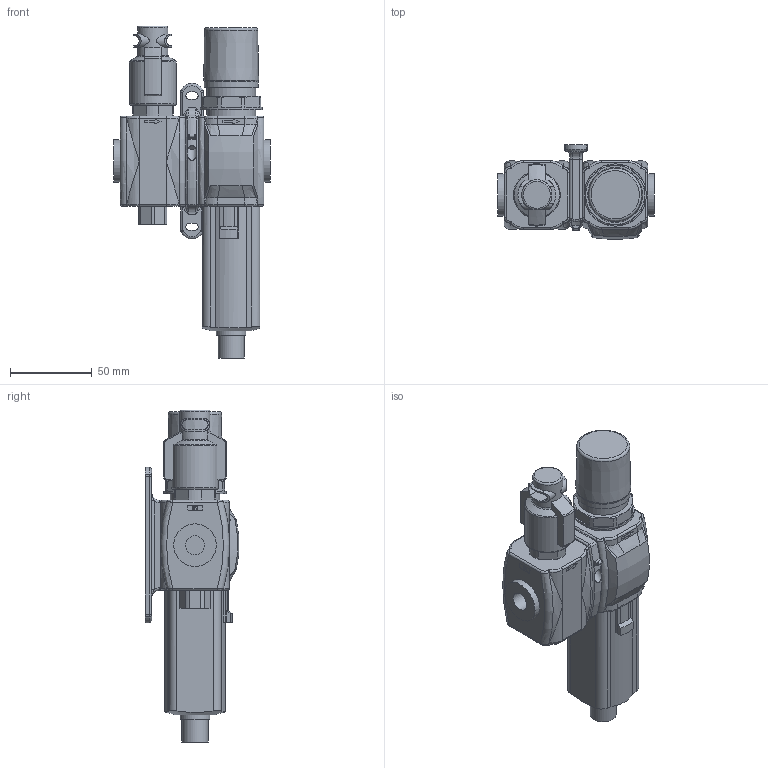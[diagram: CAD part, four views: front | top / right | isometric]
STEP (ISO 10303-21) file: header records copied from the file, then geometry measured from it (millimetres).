
FILE_DESCRIPTION(/* description */ ('Unknown'),/* implementation_level */ '2;1');
FILE_NAME(/* name */ 'GN171BVG@',/* time_stamp */ '2018-09-19T12:35:00-04:00',/* author */ ('Unknown'),/* organization */ ('Unknown'),/* preprocessor_version */ 'ST-DEVELOPER v16.7',/* originating_system */ 'DEX',/* authorisation */ $);
FILE_SCHEMA (('AUTOMOTIVE_DESIGN {1 0 10303 214 3 1 1}'));
Length unit declared in the file: millimetre
Products named in the file (4): GN171BVG; #171BVL; T171Y; #171BEM##
Assembly tree (3 placements, depth 2):
  GN171BVG
    #171BVL
    T171Y
    #171BEM##
Bounding box: 95.8 x 57.32 x 202.6 mm (x, y, z)
Volume: 374300.2 mm3; surface area: 62769.3 mm2
Topology: 3 solids, 4 shells, 603 faces, 1485 edges, 942 vertices
Faces by surface type: plane 275, cylinder 186, bspline 75, torus 47, cone 16, sphere 4
Full cylindrical faces by diameter (mm): 4 x1, 6 x1, 11.445 x5, 11.5 x1, 16 x1, 18 x1, 18.5 x1, 26 x5, 28.5 x1, 30 x2, 31 x1, 33 x1, 38 x1
Entity records: 23087 total; most frequent: CARTESIAN_POINT 5791, ORIENTED_EDGE 2874, DIRECTION 2553, EDGE_CURVE 1437, VERTEX_POINT 933, AXIS2_PLACEMENT_3D 895, LINE 763, VECTOR 763
